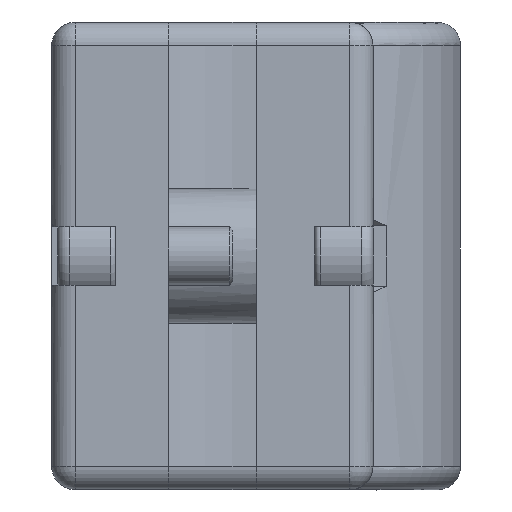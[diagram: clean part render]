
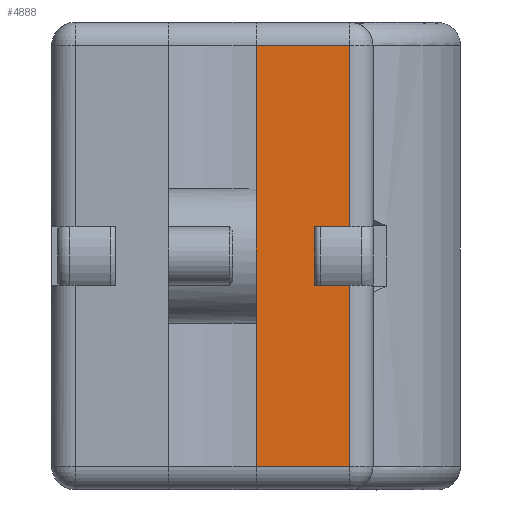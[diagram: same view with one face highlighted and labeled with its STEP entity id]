
A CAD part, left-side view. The second image highlights one B-rep face of the part: STEP entity #4888.
In plain terms, the highlighted planar face has unit normal (-1, 0, 0).
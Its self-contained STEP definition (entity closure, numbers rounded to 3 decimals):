
#1343=ORIENTED_EDGE('',*,*,#2378,.T.);
#1344=ORIENTED_EDGE('',*,*,#2379,.T.);
#1345=ORIENTED_EDGE('',*,*,#2380,.F.);
#1346=ORIENTED_EDGE('',*,*,#2381,.T.);
#1347=ORIENTED_EDGE('',*,*,#2382,.F.);
#1348=ORIENTED_EDGE('',*,*,#2383,.T.);
#1349=ORIENTED_EDGE('',*,*,#2384,.T.);
#1350=ORIENTED_EDGE('',*,*,#2343,.T.);
#2343=EDGE_CURVE('',#2927,#2926,#3382,.T.);
#2378=EDGE_CURVE('',#2926,#2953,#3408,.F.);
#2379=EDGE_CURVE('',#2953,#2954,#3409,.T.);
#2380=EDGE_CURVE('',#2955,#2954,#3410,.T.);
#2381=EDGE_CURVE('',#2955,#2956,#3411,.T.);
#2382=EDGE_CURVE('',#2957,#2956,#3412,.T.);
#2383=EDGE_CURVE('',#2957,#2958,#3413,.T.);
#2384=EDGE_CURVE('',#2958,#2927,#3414,.T.);
#2926=VERTEX_POINT('',#8235);
#2927=VERTEX_POINT('',#8237);
#2953=VERTEX_POINT('',#8305);
#2954=VERTEX_POINT('',#8307);
#2955=VERTEX_POINT('',#8309);
#2956=VERTEX_POINT('',#8311);
#2957=VERTEX_POINT('',#8313);
#2958=VERTEX_POINT('',#8315);
#3382=LINE('',#8236,#3796);
#3408=LINE('',#8304,#3822);
#3409=LINE('',#8306,#3823);
#3410=LINE('',#8308,#3824);
#3411=LINE('',#8310,#3825);
#3412=LINE('',#8312,#3826);
#3413=LINE('',#8314,#3827);
#3414=LINE('',#8316,#3828);
#3796=VECTOR('',#6556,1000.);
#3822=VECTOR('',#6614,1000.);
#3823=VECTOR('',#6615,1000.);
#3824=VECTOR('',#6616,1000.);
#3825=VECTOR('',#6617,1000.);
#3826=VECTOR('',#6618,1000.);
#3827=VECTOR('',#6619,1000.);
#3828=VECTOR('',#6620,1000.);
#4119=EDGE_LOOP('',(#1343,#1344,#1345,#1346,#1347,#1348,#1349,#1350));
#4438=FACE_BOUND('',#4119,.T.);
#4677=PLANE('',#5549);
#4888=ADVANCED_FACE('',(#4438),#4677,.T.);
#5549=AXIS2_PLACEMENT_3D('',#8303,#6612,#6613);
#6556=DIRECTION('',(0.,0.,1.));
#6612=DIRECTION('',(-1.,0.,0.));
#6613=DIRECTION('',(0.,0.,1.));
#6614=DIRECTION('',(0.,-1.,0.));
#6615=DIRECTION('',(0.,0.,-1.));
#6616=DIRECTION('',(0.,1.,0.));
#6617=DIRECTION('',(0.,0.,-1.));
#6618=DIRECTION('',(0.,-1.,0.));
#6619=DIRECTION('',(0.,0.,-1.));
#6620=DIRECTION('',(0.,-1.,0.));
#8235=CARTESIAN_POINT('',(-24.4,0.,-2.));
#8236=CARTESIAN_POINT('',(-24.4,0.,-38.));
#8237=CARTESIAN_POINT('',(-24.4,0.,-38.));
#8303=CARTESIAN_POINT('',(-24.4,33.902,0.));
#8304=CARTESIAN_POINT('',(-24.4,8.,-2.));
#8305=CARTESIAN_POINT('',(-24.4,8.,-2.));
#8306=CARTESIAN_POINT('',(-24.4,8.,0.));
#8307=CARTESIAN_POINT('',(-24.4,8.,-17.5));
#8308=CARTESIAN_POINT('',(-24.4,33.902,-17.5));
#8309=CARTESIAN_POINT('',(-24.4,5.,-17.5));
#8310=CARTESIAN_POINT('',(-24.4,5.,0.));
#8311=CARTESIAN_POINT('',(-24.4,5.,-22.5));
#8312=CARTESIAN_POINT('',(-24.4,33.902,-22.5));
#8313=CARTESIAN_POINT('',(-24.4,8.,-22.5));
#8314=CARTESIAN_POINT('',(-24.4,8.,0.));
#8315=CARTESIAN_POINT('',(-24.4,8.,-38.));
#8316=CARTESIAN_POINT('',(-24.4,33.902,-38.));
